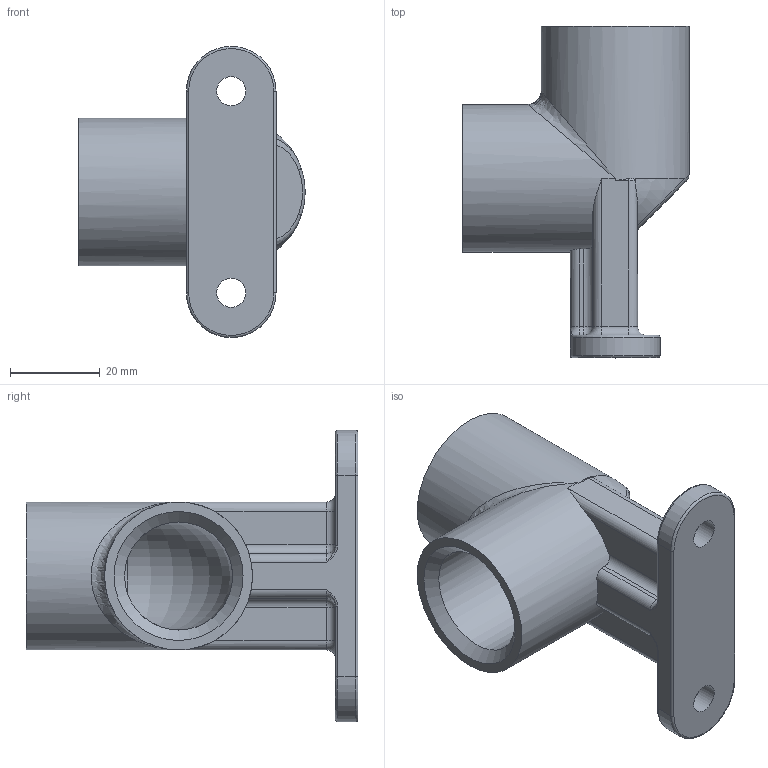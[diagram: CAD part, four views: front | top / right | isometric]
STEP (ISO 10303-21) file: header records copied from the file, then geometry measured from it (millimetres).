
FILE_DESCRIPTION(/* description */ ('Unknown'),/* implementation_level */ '2;1');
FILE_NAME(/* name */ 'R-410-DN20',/* time_stamp */ '2024-03-29T17:32:05+08:00',/* author */ ('Unknown'),/* organization */ ('Unknown'),/* preprocessor_version */ 'ST-DEVELOPER v16.7',/* originating_system */ 'DEX',/* authorisation */ $);
FILE_SCHEMA (('AUTOMOTIVE_DESIGN {1 0 10303 214 3 1 1}'));
Length unit declared in the file: millimetre
Products named in the file (2): R-410-DN20; R-410 DN20
Assembly tree (1 placements, depth 2):
  R-410-DN20
    R-410 DN20
Bounding box: 50.5 x 74 x 65 mm (x, y, z)
Volume: 40706.3 mm3; surface area: 16513.5 mm2
Topology: 1 solids, 1 shells, 74 faces, 180 edges, 102 vertices
Faces by surface type: cylinder 30, torus 17, plane 14, bspline 7, sphere 4, cone 2
Full cylindrical faces by diameter (mm): 6.5 x2, 24.1 x2, 33 x2
Entity records: 2613 total; most frequent: CARTESIAN_POINT 938, DIRECTION 353, ORIENTED_EDGE 322, EDGE_CURVE 161, AXIS2_PLACEMENT_3D 149, VERTEX_POINT 99, EDGE_LOOP 90, FACE_BOUND 90
